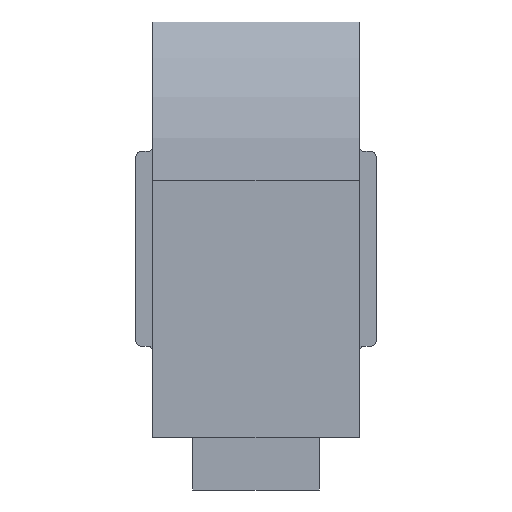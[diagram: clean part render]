
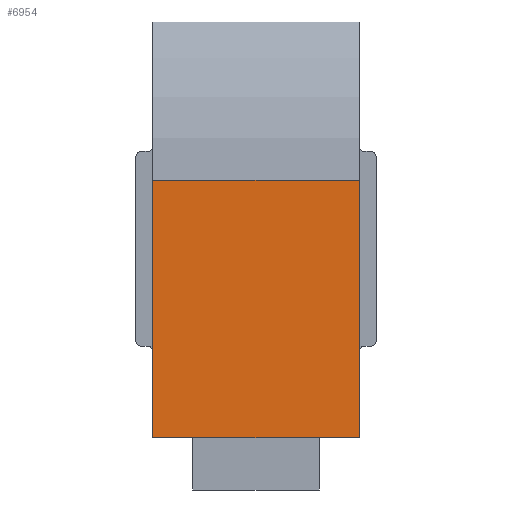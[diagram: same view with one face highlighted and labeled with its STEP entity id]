
A CAD part, front view. The second image highlights one B-rep face of the part: STEP entity #6954.
In plain terms, the highlighted planar face has unit normal (0, -1, 0).
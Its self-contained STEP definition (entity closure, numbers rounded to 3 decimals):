
#1139 = VERTEX_POINT ( 'NONE', #2373 ) ;
#1474 = AXIS2_PLACEMENT_3D ( 'NONE', #2605, #10606, #11958 ) ;
#1622 = CARTESIAN_POINT ( 'NONE',  ( 9., 0., 0. ) ) ;
#2373 = CARTESIAN_POINT ( 'NONE',  ( -9., 0., 22.5 ) ) ;
#2605 = CARTESIAN_POINT ( 'NONE',  ( 9., 0., 0. ) ) ;
#2794 = VERTEX_POINT ( 'NONE', #12737 ) ;
#2938 = ORIENTED_EDGE ( 'NONE', *, *, #15652, .F. ) ;
#3006 = CARTESIAN_POINT ( 'NONE',  ( 9., 0., 0. ) ) ;
#5367 = CARTESIAN_POINT ( 'NONE',  ( 9., 0., 0. ) ) ;
#5418 = VERTEX_POINT ( 'NONE', #1622 ) ;
#6018 = VECTOR ( 'NONE', #15196, 1000. ) ;
#6207 = ORIENTED_EDGE ( 'NONE', *, *, #12635, .T. ) ;
#6644 = LINE ( 'NONE', #5367, #14672 ) ;
#6954 = ADVANCED_FACE ( 'NONE', ( #15331 ), #7771, .T. ) ;
#7771 = PLANE ( 'NONE',  #1474 ) ;
#8247 = ORIENTED_EDGE ( 'NONE', *, *, #12746, .F. ) ;
#8722 = VECTOR ( 'NONE', #10014, 1000. ) ;
#9589 = CARTESIAN_POINT ( 'NONE',  ( -9., 0., 0. ) ) ;
#9831 = CARTESIAN_POINT ( 'NONE',  ( 9., 0., 22.5 ) ) ;
#10014 = DIRECTION ( 'NONE',  ( 0., 0., 1. ) ) ;
#10606 = DIRECTION ( 'NONE',  ( 0., -1., 0. ) ) ;
#11871 = VECTOR ( 'NONE', #12696, 1000. ) ;
#11958 = DIRECTION ( 'NONE',  ( 0., 0., -1. ) ) ;
#12336 = ORIENTED_EDGE ( 'NONE', *, *, #16349, .T. ) ;
#12635 = EDGE_CURVE ( 'NONE', #2794, #1139, #13827, .T. ) ;
#12696 = DIRECTION ( 'NONE',  ( 0., 0., 1. ) ) ;
#12737 = CARTESIAN_POINT ( 'NONE',  ( 9., 0., 22.5 ) ) ;
#12742 = LINE ( 'NONE', #3006, #11871 ) ;
#12746 = EDGE_CURVE ( 'NONE', #5418, #12994, #6644, .T. ) ;
#12994 = VERTEX_POINT ( 'NONE', #13944 ) ;
#13808 = LINE ( 'NONE', #9589, #8722 ) ;
#13827 = LINE ( 'NONE', #9831, #6018 ) ;
#13944 = CARTESIAN_POINT ( 'NONE',  ( -9., 0., 0. ) ) ;
#14672 = VECTOR ( 'NONE', #17472, 1000. ) ;
#15196 = DIRECTION ( 'NONE',  ( -1., 0., 0. ) ) ;
#15331 = FACE_OUTER_BOUND ( 'NONE', #16262, .T. ) ;
#15652 = EDGE_CURVE ( 'NONE', #12994, #1139, #13808, .T. ) ;
#16262 = EDGE_LOOP ( 'NONE', ( #2938, #8247, #12336, #6207 ) ) ;
#16349 = EDGE_CURVE ( 'NONE', #5418, #2794, #12742, .T. ) ;
#17472 = DIRECTION ( 'NONE',  ( -1., 0., 0. ) ) ;
